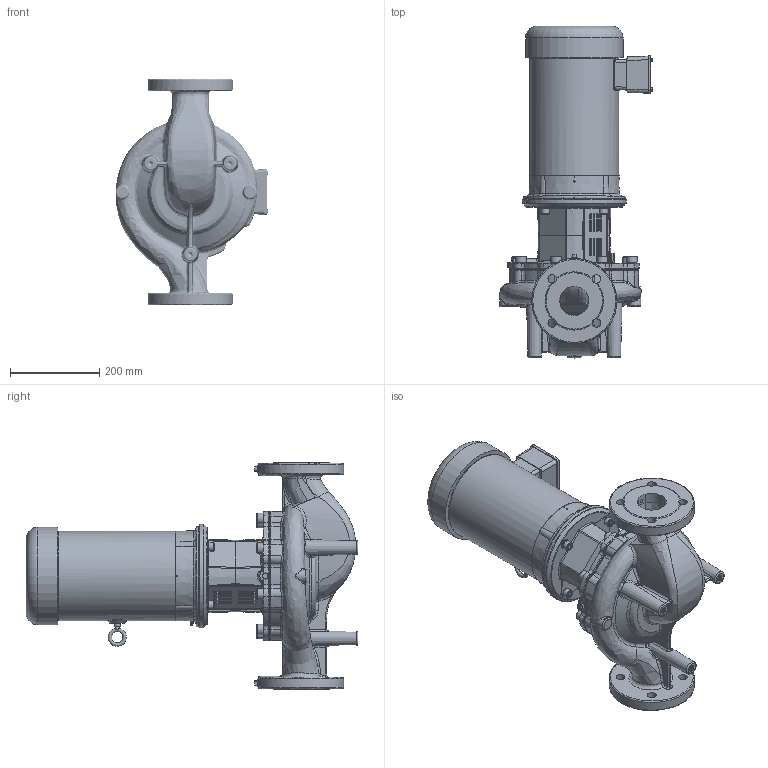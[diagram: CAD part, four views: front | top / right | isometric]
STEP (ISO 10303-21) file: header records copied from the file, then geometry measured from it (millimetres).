
FILE_DESCRIPTION(/* description */ (''),/* implementation_level */ '2;1');
FILE_NAME(/* name */ '2714539 - PUMP IL2.5 70_220-4-S1E 460V_3_60 TEFC_Shrinkwrap_1.stp',/* time_stamp */ '2022-03-24T10:21:24-05:00',/* author */ ('faliszekte'),/* organization */ (''),/* preprocessor_version */ 'ST-DEVELOPER v18.1',/* originating_system */ 'Autodesk Inventor 2021',/* authorisation */ '');
FILE_SCHEMA (('AUTOMOTIVE_DESIGN { 1 0 10303 214 3 1 1 }'));
Length unit declared in the file: inch
Products named in the file (1): 2714539 - PUMP IL2.5 70_220-4-S1E 460V_3_60 TEFC_Shrinkwrap_1
Bounding box: 341.71 x 742.7 x 508 mm (x, y, z)
Surface area: 1167825.4 mm2 (no closed solid volume)
Topology: 0 solids, 41 shells, 3072 faces, 8482 edges, 5457 vertices
Faces by surface type: plane 1079, cylinder 955, bspline 639, cone 287, torus 63, sphere 49
Full cylindrical faces by diameter (mm): 3.734 x1, 3.768 x1, 8.141 x10, 8.6 x2, 9 x9, 9.652 x1, 10.162 x60, 10.516 x4, 10.902 x30, 12.548 x1, 12.7 x60, 12.725 x1, 13.84 x2, 19 x8, 19.05 x4, 23.812 x8, 28.569 x1, 29.921 x1, 33 x1, 99.05 x1, 190.5 x2, 199.542 x1, 215.862 x1, 218.328 x1
Entity records: 178964 total; most frequent: CARTESIAN_POINT 102626, ORIENTED_EDGE 15806, DIRECTION 14205, EDGE_CURVE 8435, VERTEX_POINT 5457, AXIS2_PLACEMENT_3D 5250, LINE 3705, VECTOR 3705
